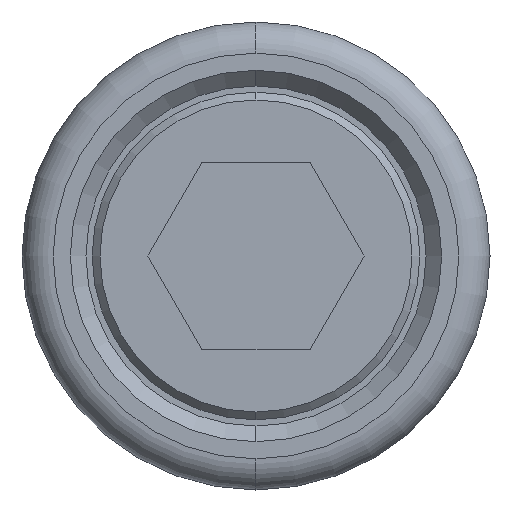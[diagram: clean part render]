
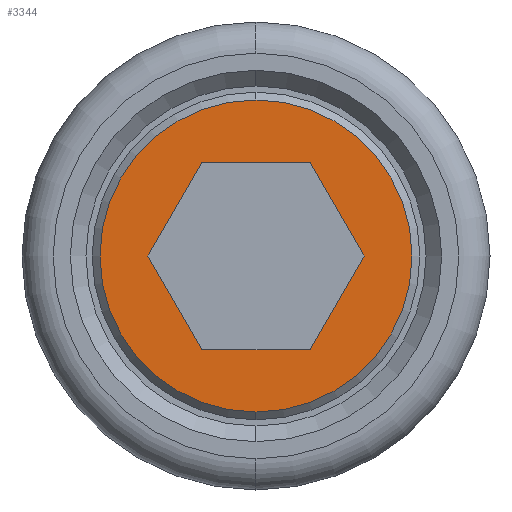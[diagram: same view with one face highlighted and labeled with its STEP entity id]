
A CAD part, left-side view. The second image highlights one B-rep face of the part: STEP entity #3344.
In plain terms, the highlighted planar face has unit normal (-1, 0, 0).
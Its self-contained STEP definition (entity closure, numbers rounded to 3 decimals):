
#21 = CARTESIAN_POINT ( 'NONE',  ( 2., 0., 0. ) ) ;
#53 = EDGE_CURVE ( 'NONE', #2426, #3103, #3899, .T. ) ;
#60 = DIRECTION ( 'NONE',  ( 1., 0., 0. ) ) ;
#184 = CARTESIAN_POINT ( 'NONE',  ( 2., -3.464, -6. ) ) ;
#269 = ORIENTED_EDGE ( 'NONE', *, *, #1810, .T. ) ;
#297 = DIRECTION ( 'NONE',  ( 0., 0.5, 0.866 ) ) ;
#346 = ORIENTED_EDGE ( 'NONE', *, *, #3464, .F. ) ;
#400 = VECTOR ( 'NONE', #1124, 1000. ) ;
#464 = CARTESIAN_POINT ( 'NONE',  ( 2., -3.464, 6. ) ) ;
#510 = VERTEX_POINT ( 'NONE', #713 ) ;
#566 = CARTESIAN_POINT ( 'NONE',  ( 2., 3.464, -6. ) ) ;
#624 = CARTESIAN_POINT ( 'NONE',  ( 2., -3.464, -6. ) ) ;
#645 = VECTOR ( 'NONE', #2644, 1000. ) ;
#713 = CARTESIAN_POINT ( 'NONE',  ( 2., -6.928, 0. ) ) ;
#726 = FACE_BOUND ( 'NONE', #2031, .T. ) ;
#826 = VERTEX_POINT ( 'NONE', #2049 ) ;
#942 = PLANE ( 'NONE',  #4059 ) ;
#1003 = VECTOR ( 'NONE', #2597, 1000. ) ;
#1124 = DIRECTION ( 'NONE',  ( 0., 1., 0. ) ) ;
#1134 = LINE ( 'NONE', #184, #1935 ) ;
#1183 = AXIS2_PLACEMENT_3D ( 'NONE', #3838, #3224, #1253 ) ;
#1253 = DIRECTION ( 'NONE',  ( 0., 0., -1. ) ) ;
#1371 = ORIENTED_EDGE ( 'NONE', *, *, #3725, .T. ) ;
#1408 = LINE ( 'NONE', #3286, #645 ) ;
#1416 = EDGE_LOOP ( 'NONE', ( #1371, #269 ) ) ;
#1467 = VERTEX_POINT ( 'NONE', #2367 ) ;
#1524 = EDGE_CURVE ( 'NONE', #510, #2806, #3830, .T. ) ;
#1625 = ORIENTED_EDGE ( 'NONE', *, *, #1524, .F. ) ;
#1649 = CARTESIAN_POINT ( 'NONE',  ( 2., -6.928, 0. ) ) ;
#1664 = ORIENTED_EDGE ( 'NONE', *, *, #3571, .F. ) ;
#1723 = LINE ( 'NONE', #3014, #3735 ) ;
#1810 = EDGE_CURVE ( 'NONE', #2646, #826, #3955, .T. ) ;
#1822 = CARTESIAN_POINT ( 'NONE',  ( 2., 6.928, 0. ) ) ;
#1867 = AXIS2_PLACEMENT_3D ( 'NONE', #21, #2877, #2946 ) ;
#1935 = VECTOR ( 'NONE', #3710, 1000. ) ;
#1992 = VERTEX_POINT ( 'NONE', #1822 ) ;
#2010 = EDGE_CURVE ( 'NONE', #3103, #510, #1134, .T. ) ;
#2031 = EDGE_LOOP ( 'NONE', ( #346, #1664, #2601, #1625, #2988, #2537 ) ) ;
#2049 = CARTESIAN_POINT ( 'NONE',  ( 2., 0., -10. ) ) ;
#2131 = VECTOR ( 'NONE', #297, 1000. ) ;
#2367 = CARTESIAN_POINT ( 'NONE',  ( 2., 3.464, 6. ) ) ;
#2368 = LINE ( 'NONE', #2750, #400 ) ;
#2426 = VERTEX_POINT ( 'NONE', #566 ) ;
#2537 = ORIENTED_EDGE ( 'NONE', *, *, #53, .F. ) ;
#2597 = DIRECTION ( 'NONE',  ( 0., -1., 0. ) ) ;
#2601 = ORIENTED_EDGE ( 'NONE', *, *, #2809, .F. ) ;
#2644 = DIRECTION ( 'NONE',  ( 0., -0.5, -0.866 ) ) ;
#2646 = VERTEX_POINT ( 'NONE', #3791 ) ;
#2750 = CARTESIAN_POINT ( 'NONE',  ( 2., -3.464, 6. ) ) ;
#2806 = VERTEX_POINT ( 'NONE', #464 ) ;
#2809 = EDGE_CURVE ( 'NONE', #2806, #1467, #2368, .T. ) ;
#2877 = DIRECTION ( 'NONE',  ( -1., 0., 0. ) ) ;
#2941 = FACE_OUTER_BOUND ( 'NONE', #1416, .T. ) ;
#2946 = DIRECTION ( 'NONE',  ( 0., 0., -1. ) ) ;
#2988 = ORIENTED_EDGE ( 'NONE', *, *, #2010, .F. ) ;
#3014 = CARTESIAN_POINT ( 'NONE',  ( 2., 3.464, 6. ) ) ;
#3103 = VERTEX_POINT ( 'NONE', #624 ) ;
#3224 = DIRECTION ( 'NONE',  ( -1., 0., 0. ) ) ;
#3270 = CARTESIAN_POINT ( 'NONE',  ( 2., 0., 0. ) ) ;
#3286 = CARTESIAN_POINT ( 'NONE',  ( 2., 6.928, 0. ) ) ;
#3344 = ADVANCED_FACE ( 'NONE', ( #726, #2941 ), #942, .F. ) ;
#3464 = EDGE_CURVE ( 'NONE', #1992, #2426, #1408, .T. ) ;
#3517 = DIRECTION ( 'NONE',  ( 0., 0., -1. ) ) ;
#3571 = EDGE_CURVE ( 'NONE', #1467, #1992, #1723, .T. ) ;
#3598 = CARTESIAN_POINT ( 'NONE',  ( 2., 3.464, -6. ) ) ;
#3672 = CIRCLE ( 'NONE', #1183, 10. ) ;
#3710 = DIRECTION ( 'NONE',  ( 0., -0.5, 0.866 ) ) ;
#3725 = EDGE_CURVE ( 'NONE', #826, #2646, #3672, .T. ) ;
#3735 = VECTOR ( 'NONE', #3965, 1000. ) ;
#3791 = CARTESIAN_POINT ( 'NONE',  ( 2., 0., 10. ) ) ;
#3830 = LINE ( 'NONE', #1649, #2131 ) ;
#3838 = CARTESIAN_POINT ( 'NONE',  ( 2., 0., 0. ) ) ;
#3899 = LINE ( 'NONE', #3598, #1003 ) ;
#3955 = CIRCLE ( 'NONE', #1867, 10. ) ;
#3965 = DIRECTION ( 'NONE',  ( 0., 0.5, -0.866 ) ) ;
#4059 = AXIS2_PLACEMENT_3D ( 'NONE', #3270, #60, #3517 ) ;
